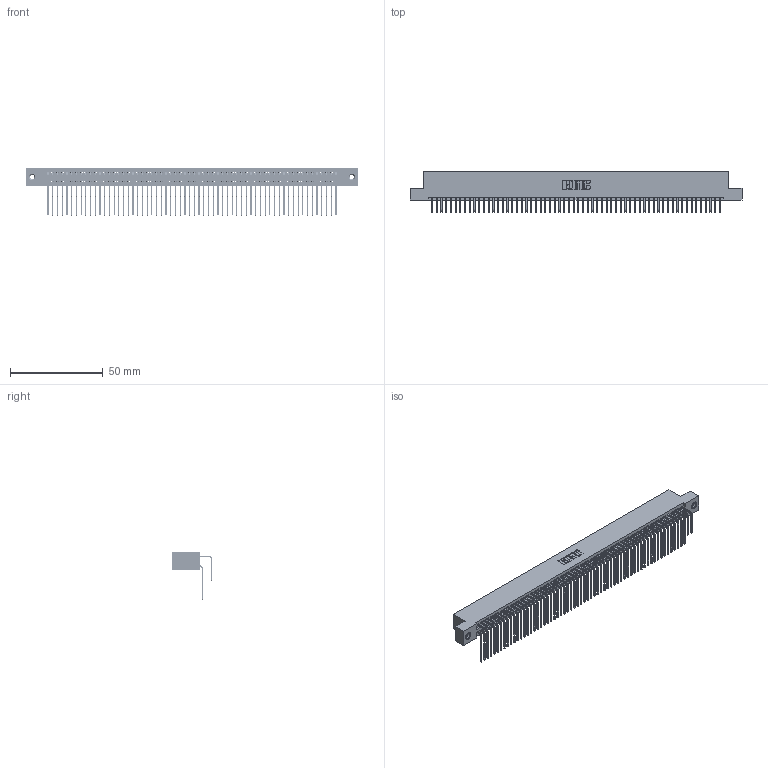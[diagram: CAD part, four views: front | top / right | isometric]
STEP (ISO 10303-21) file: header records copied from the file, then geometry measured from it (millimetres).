
FILE_DESCRIPTION (( 'STEP AP203' ), '1' );
FILE_NAME ('345-124-558-208.STEP', '2019-11-06T20:43:22', ( '' ), ( '' ), 'SwSTEP 2.0', 'SolidWorks 2016', '' );
FILE_SCHEMA (( 'CONFIG_CONTROL_DESIGN' ));
Length unit declared in the file: inch
Products named in the file (5): 345 Part_Flush Mounting Lugs - 0.156 Dia-TI; 345-292-001_558 559 Tail - 1; 345-250-001_345-250-003-102; 345-124-558-208; 345-292-001_558 Tail - 2
Assembly tree (127 placements, depth 2):
  345-124-558-208
    345 Part_Flush Mounting Lugs - 0.156 Dia-TI
    345-292-001_558 559 Tail - 1  x62
    345-292-001_558 Tail - 2  x62
    345-250-001_345-250-003-102  x2
Bounding box: 178.69 x 21.83 x 25.53 mm (x, y, z)
Volume: 18252.5 mm3; surface area: 30744.7 mm2
Topology: 127 solids, 127 shells, 6634 faces, 19697 edges, 12958 vertices
Faces by surface type: plane 4452, cylinder 2166, cone 12, torus 4
Entity records: 48792 total; most frequent: CARTESIAN_POINT 8186, ORIENTED_EDGE 8062, DIRECTION 7193, EDGE_CURVE 4031, VECTOR 3591, LINE 3591, VERTEX_POINT 2680, AXIS2_PLACEMENT_3D 1801
